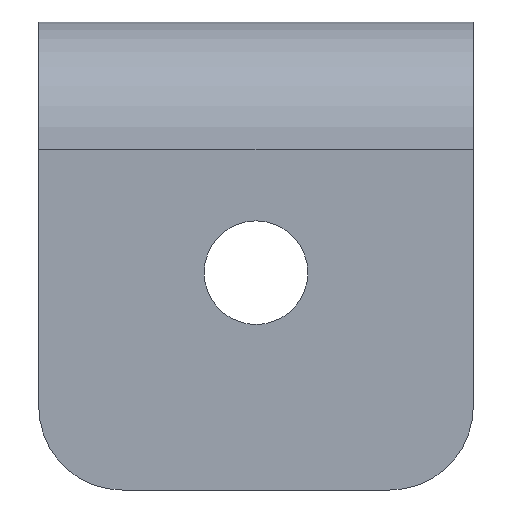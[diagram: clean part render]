
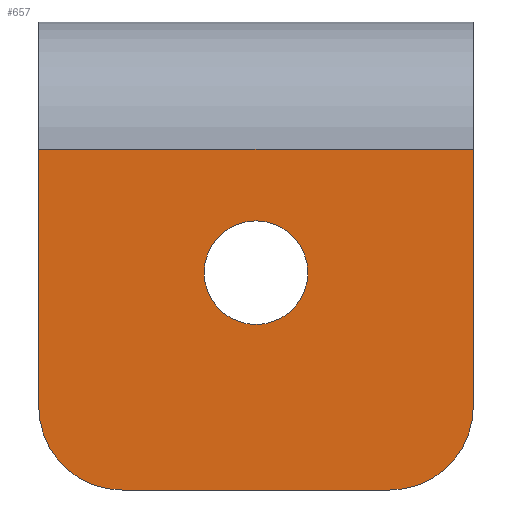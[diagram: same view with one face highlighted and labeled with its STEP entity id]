
A CAD part, front view. The second image highlights one B-rep face of the part: STEP entity #657.
In plain terms, the highlighted planar face has unit normal (0, -1, 0).
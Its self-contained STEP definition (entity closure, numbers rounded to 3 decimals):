
#6 = DIRECTION ( 'NONE',  ( -1., 0., 0. ) ) ;
#11 = CARTESIAN_POINT ( 'NONE',  ( 26., 0., -7.6 ) ) ;
#13 = CARTESIAN_POINT ( 'NONE',  ( 26., 0., -28. ) ) ;
#17 = DIRECTION ( 'NONE',  ( 0., 0., -1. ) ) ;
#19 = LINE ( 'NONE', #415, #192 ) ;
#33 = ORIENTED_EDGE ( 'NONE', *, *, #361, .F. ) ;
#34 = EDGE_CURVE ( 'NONE', #254, #480, #283, .T. ) ;
#36 = VERTEX_POINT ( 'NONE', #224 ) ;
#41 = ORIENTED_EDGE ( 'NONE', *, *, #344, .F. ) ;
#44 = CARTESIAN_POINT ( 'NONE',  ( 26., 0., -7.6 ) ) ;
#56 = CARTESIAN_POINT ( 'NONE',  ( 26., 0., 0. ) ) ;
#90 = CARTESIAN_POINT ( 'NONE',  ( 0., 0., -23. ) ) ;
#100 = EDGE_LOOP ( 'NONE', ( #187, #132 ) ) ;
#128 = VERTEX_POINT ( 'NONE', #296 ) ;
#132 = ORIENTED_EDGE ( 'NONE', *, *, #183, .F. ) ;
#143 = LINE ( 'NONE', #642, #289 ) ;
#149 = CARTESIAN_POINT ( 'NONE',  ( 13., 0., -15. ) ) ;
#156 = AXIS2_PLACEMENT_3D ( 'NONE', #598, #424, #712 ) ;
#160 = CIRCLE ( 'NONE', #579, 3.1 ) ;
#169 = AXIS2_PLACEMENT_3D ( 'NONE', #149, #484, #599 ) ;
#173 = CARTESIAN_POINT ( 'NONE',  ( 13., 0., -15. ) ) ;
#182 = VERTEX_POINT ( 'NONE', #90 ) ;
#183 = EDGE_CURVE ( 'NONE', #128, #36, #541, .T. ) ;
#187 = ORIENTED_EDGE ( 'NONE', *, *, #663, .F. ) ;
#192 = VECTOR ( 'NONE', #359, 1000. ) ;
#209 = DIRECTION ( 'NONE',  ( 0., 0., -1. ) ) ;
#224 = CARTESIAN_POINT ( 'NONE',  ( 13., 0., -11.9 ) ) ;
#253 = DIRECTION ( 'NONE',  ( 1., 0., 0. ) ) ;
#254 = VERTEX_POINT ( 'NONE', #44 ) ;
#269 = VERTEX_POINT ( 'NONE', #607 ) ;
#276 = VERTEX_POINT ( 'NONE', #540 ) ;
#282 = CARTESIAN_POINT ( 'NONE',  ( 26., 0., -23. ) ) ;
#283 = LINE ( 'NONE', #11, #662 ) ;
#289 = VECTOR ( 'NONE', #253, 1000. ) ;
#296 = CARTESIAN_POINT ( 'NONE',  ( 13., 0., -18.1 ) ) ;
#303 = FACE_BOUND ( 'NONE', #100, .T. ) ;
#320 = CIRCLE ( 'NONE', #156, 5. ) ;
#344 = EDGE_CURVE ( 'NONE', #480, #276, #320, .T. ) ;
#349 = CARTESIAN_POINT ( 'NONE',  ( 0., 0., -7.6 ) ) ;
#353 = EDGE_CURVE ( 'NONE', #269, #182, #417, .T. ) ;
#359 = DIRECTION ( 'NONE',  ( 0., 0., 1. ) ) ;
#361 = EDGE_CURVE ( 'NONE', #633, #254, #143, .T. ) ;
#386 = DIRECTION ( 'NONE',  ( 0., -1., 0. ) ) ;
#396 = LINE ( 'NONE', #13, #703 ) ;
#413 = ORIENTED_EDGE ( 'NONE', *, *, #34, .F. ) ;
#415 = CARTESIAN_POINT ( 'NONE',  ( 0., 0., -4. ) ) ;
#417 = CIRCLE ( 'NONE', #603, 5. ) ;
#424 = DIRECTION ( 'NONE',  ( 0., 1., 0. ) ) ;
#431 = ORIENTED_EDGE ( 'NONE', *, *, #353, .F. ) ;
#443 = DIRECTION ( 'NONE',  ( 0., 1., 0. ) ) ;
#464 = ORIENTED_EDGE ( 'NONE', *, *, #681, .F. ) ;
#480 = VERTEX_POINT ( 'NONE', #282 ) ;
#484 = DIRECTION ( 'NONE',  ( 0., -1., 0. ) ) ;
#499 = DIRECTION ( 'NONE',  ( 0., 0., 1. ) ) ;
#521 = FACE_OUTER_BOUND ( 'NONE', #700, .T. ) ;
#540 = CARTESIAN_POINT ( 'NONE',  ( 21., 0., -28. ) ) ;
#541 = CIRCLE ( 'NONE', #169, 3.1 ) ;
#542 = CARTESIAN_POINT ( 'NONE',  ( 5., 0., -23. ) ) ;
#545 = AXIS2_PLACEMENT_3D ( 'NONE', #56, #443, #672 ) ;
#554 = EDGE_CURVE ( 'NONE', #182, #633, #19, .T. ) ;
#570 = PLANE ( 'NONE',  #545 ) ;
#579 = AXIS2_PLACEMENT_3D ( 'NONE', #173, #386, #499 ) ;
#595 = DIRECTION ( 'NONE',  ( 0., 1., 0. ) ) ;
#598 = CARTESIAN_POINT ( 'NONE',  ( 21., 0., -23. ) ) ;
#599 = DIRECTION ( 'NONE',  ( 0., 0., 1. ) ) ;
#603 = AXIS2_PLACEMENT_3D ( 'NONE', #542, #595, #209 ) ;
#607 = CARTESIAN_POINT ( 'NONE',  ( 5., 0., -28. ) ) ;
#633 = VERTEX_POINT ( 'NONE', #349 ) ;
#642 = CARTESIAN_POINT ( 'NONE',  ( 26., 0., -7.6 ) ) ;
#643 = ORIENTED_EDGE ( 'NONE', *, *, #554, .F. ) ;
#657 = ADVANCED_FACE ( '�����3', ( #521, #303 ), #570, .F. ) ;
#662 = VECTOR ( 'NONE', #17, 1000. ) ;
#663 = EDGE_CURVE ( 'NONE', #36, #128, #160, .T. ) ;
#672 = DIRECTION ( 'NONE',  ( 1., 0., 0. ) ) ;
#681 = EDGE_CURVE ( 'NONE', #276, #269, #396, .T. ) ;
#700 = EDGE_LOOP ( 'NONE', ( #431, #464, #41, #413, #33, #643 ) ) ;
#703 = VECTOR ( 'NONE', #6, 1000. ) ;
#712 = DIRECTION ( 'NONE',  ( 0., 0., -1. ) ) ;
